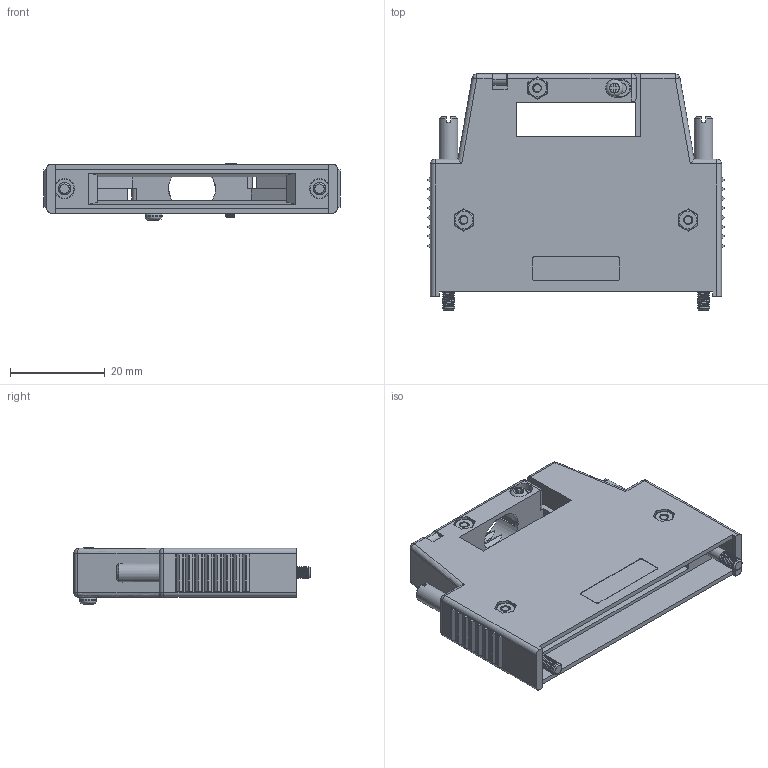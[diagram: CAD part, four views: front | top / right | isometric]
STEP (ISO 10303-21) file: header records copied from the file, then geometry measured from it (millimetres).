
FILE_DESCRIPTION( ('This file contains a STEP AP42 implementation' ,'as created by ZW3D STEP Interface translator.') ,'2;1' );
FILE_NAME( '6342-32FH00BBW01.stp' ,'231019.105129', (''), ('ZWCAD Software Co.'), 'Version 1.0', 'ZW3D to STEP translator', '' );
FILE_SCHEMA(('AUTOMOTIVE_DESIGN { 1 0 10303 214 1 1 1 1 }'));
Length unit declared in the file: millimetre
Products named in the file (2): 0; 6342-32FHSXBBWA01W_1_1
Bounding box: 62.56 x 49.85 x 11.9 mm (x, y, z)
Volume: 13002.6 mm3; surface area: 15279.3 mm2
Topology: 1 solids, 9 shells, 827 faces, 2223 edges, 1445 vertices
Faces by surface type: plane 461, cylinder 237, bspline 97, cone 22, sphere 10
Full cylindrical faces by diameter (mm): 1.6 x3, 1.9 x63, 1.95 x2, 2.15 x2, 2.2 x4, 2.6 x24, 3.6 x4, 4 x4
Entity records: 38439 total; most frequent: CARTESIAN_POINT 17775, ORIENTED_EDGE 4448, DIRECTION 3743, EDGE_CURVE 2223, VERTEX_POINT 1445, VECTOR 1391, LINE 1391, AXIS2_PLACEMENT_3D 1176
